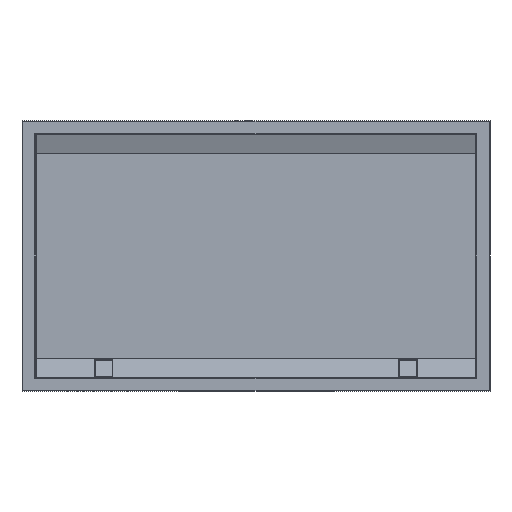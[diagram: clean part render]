
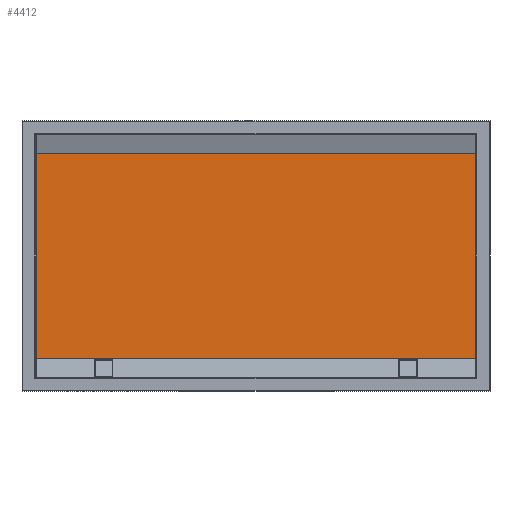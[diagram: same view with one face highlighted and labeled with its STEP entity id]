
A CAD part, front view. The second image highlights one B-rep face of the part: STEP entity #4412.
In plain terms, the highlighted planar face has unit normal (0, -1, 0).
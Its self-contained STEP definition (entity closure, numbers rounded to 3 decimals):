
#4063=DIRECTION('',(1.,0.,0.));
#4064=VECTOR('',#4063,846.);
#4065=CARTESIAN_POINT('',(-423.,15.,196.847));
#4066=LINE('',#4065,#4064);
#4071=DIRECTION('',(0.,0.,1.));
#4072=VECTOR('',#4071,393.694);
#4073=CARTESIAN_POINT('',(423.,15.,-196.847));
#4074=LINE('',#4073,#4072);
#4083=DIRECTION('',(0.,0.,1.));
#4084=VECTOR('',#4083,393.694);
#4085=CARTESIAN_POINT('',(-423.,15.,-196.847));
#4086=LINE('',#4085,#4084);
#4087=DIRECTION('',(1.,0.,0.));
#4088=VECTOR('',#4087,846.);
#4089=CARTESIAN_POINT('',(-423.,15.,-196.847));
#4090=LINE('',#4089,#4088);
#4152=CARTESIAN_POINT('',(423.,15.,-196.847));
#4154=VERTEX_POINT('',#4152);
#4155=CARTESIAN_POINT('',(423.,15.,196.847));
#4156=VERTEX_POINT('',#4155);
#4160=CARTESIAN_POINT('',(-423.,15.,-196.847));
#4162=VERTEX_POINT('',#4160);
#4163=CARTESIAN_POINT('',(-423.,15.,196.847));
#4164=VERTEX_POINT('',#4163);
#4401=CARTESIAN_POINT('',(-423.,15.,-196.847));
#4402=DIRECTION('',(0.,1.,0.));
#4403=DIRECTION('',(0.,0.,1.));
#4404=AXIS2_PLACEMENT_3D('',#4401,#4402,#4403);
#4405=PLANE('',#4404);
#4406=ORIENTED_EDGE('',*,*,#4340,.T.);
#4407=ORIENTED_EDGE('',*,*,#4382,.T.);
#4408=ORIENTED_EDGE('',*,*,#4393,.F.);
#4409=ORIENTED_EDGE('',*,*,#4302,.F.);
#4410=EDGE_LOOP('',(#4406,#4407,#4408,#4409));
#4411=FACE_OUTER_BOUND('',#4410,.F.);
#4412=ADVANCED_FACE('',(#4411),#4405,.F.);
#4302=EDGE_CURVE('',#4162,#4154,#4090,.T.);
#4340=EDGE_CURVE('',#4162,#4164,#4086,.T.);
#4382=EDGE_CURVE('',#4164,#4156,#4066,.T.);
#4393=EDGE_CURVE('',#4154,#4156,#4074,.T.);
